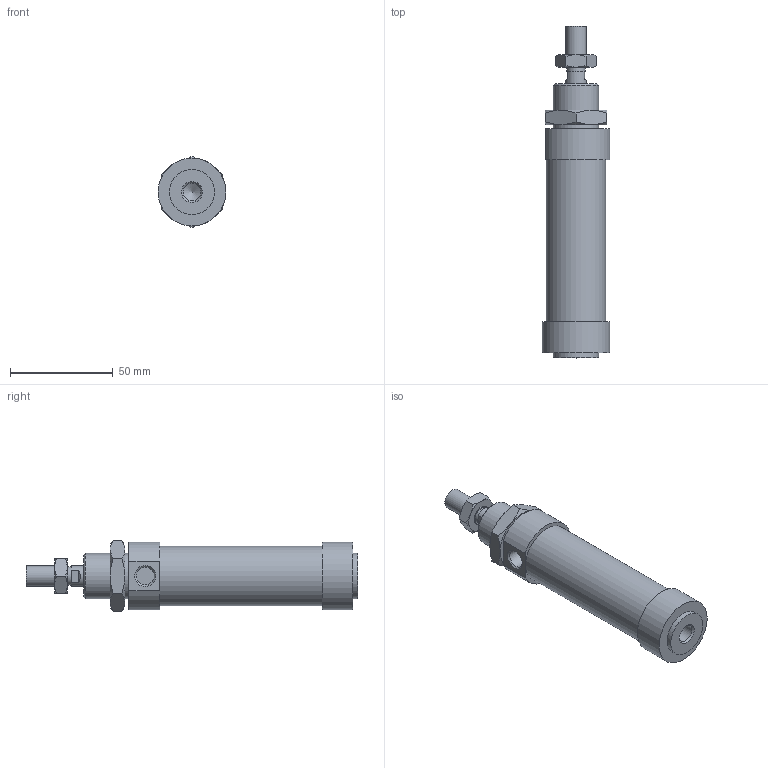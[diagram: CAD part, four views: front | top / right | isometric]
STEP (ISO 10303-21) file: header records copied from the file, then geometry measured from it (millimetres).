
FILE_DESCRIPTION(/* description */ ('Unknown'),/* implementation_level */ '2;1');
FILE_NAME(/* name */ '1261.25.40',/* time_stamp */ '2021-01-14T09:37:08-05:00',/* author */ ('Unknown'),/* organization */ ('Unknown'),/* preprocessor_version */ 'ST-DEVELOPER v16.7',/* originating_system */ 'Solid Edge',/* authorisation */ 'Unknown');
FILE_SCHEMA (('AUTOMOTIVE_DESIGN {1 0 10303 214 3 1 1}'));
Length unit declared in the file: millimetre
Products named in the file (5): 1261.25.40; S1260_25_50; C1261_25_50; 1200_25_05; 1200_25_06
Assembly tree (4 placements, depth 2):
  1261.25.40
    S1260_25_50
    C1261_25_50
    1200_25_05
    1200_25_06
Bounding box: 33 x 161.5 x 34.64 mm (x, y, z)
Volume: 91949.8 mm3; surface area: 23239.3 mm2
Topology: 4 solids, 4 shells, 81 faces, 165 edges, 99 vertices
Faces by surface type: plane 36, cone 32, cylinder 13
Full cylindrical faces by diameter (mm): 8.7 x2, 8.75 x1, 8.8 x1, 10 x3, 20.5 x1, 22 x2, 29 x1, 33 x1
Entity records: 2036 total; most frequent: CARTESIAN_POINT 415, DIRECTION 326, ORIENTED_EDGE 278, AXIS2_PLACEMENT_3D 149, EDGE_CURVE 139, FACE_BOUND 113, EDGE_LOOP 112, VERTEX_POINT 94
